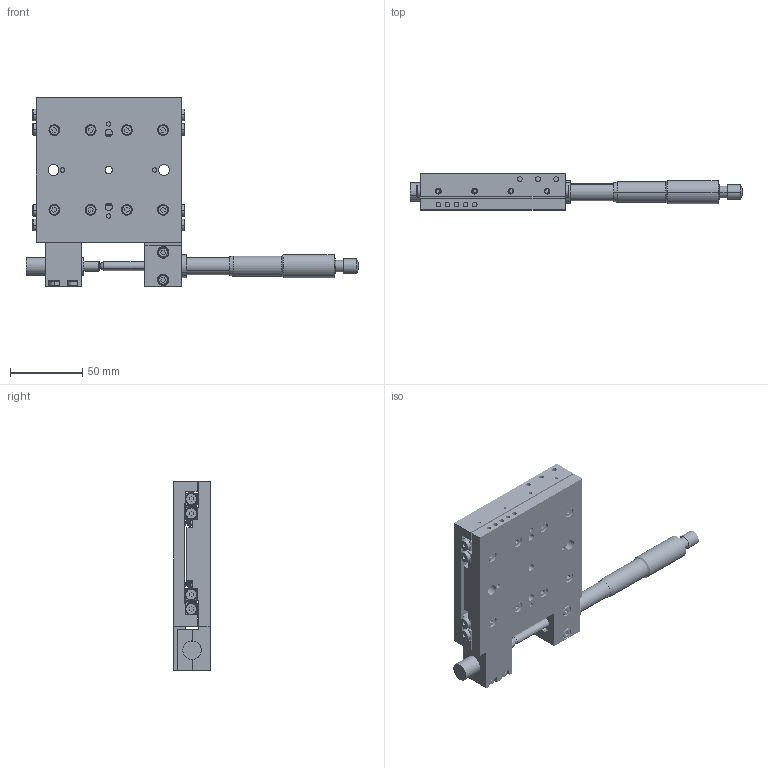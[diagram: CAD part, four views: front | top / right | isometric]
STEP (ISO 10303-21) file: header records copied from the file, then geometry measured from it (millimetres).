
FILE_DESCRIPTION (( 'STEP AP214' ), '1' );
FILE_NAME ('LNR50 With Micrometer.STEP', '2010-01-08T09:18:43', ( ' ' ), ( ' ' ), 'SwSTEP 2.0', 'SolidWorks 2009', '' );
FILE_SCHEMA (( 'AUTOMOTIVE_DESIGN' ));
Length unit declared in the file: millimetre
Products named in the file (1): LNR50 With Micrometer
Bounding box: 229.1 x 25 x 130.4 mm (x, y, z)
Volume: 264730.8 mm3; surface area: 122370.1 mm2
Topology: 60 solids, 60 shells, 1581 faces, 3581 edges, 2271 vertices
Faces by surface type: plane 706, cylinder 614, cone 216, bspline 40, sphere 5
Entity records: 103372 total; most frequent: CARTESIAN_POINT 49400, DIRECTION 7720, ORIENTED_EDGE 7024, EDGE_CURVE 3512, AXIS2_PLACEMENT_3D 2861, VERTEX_POINT 2259, LINE 1998, VECTOR 1998
